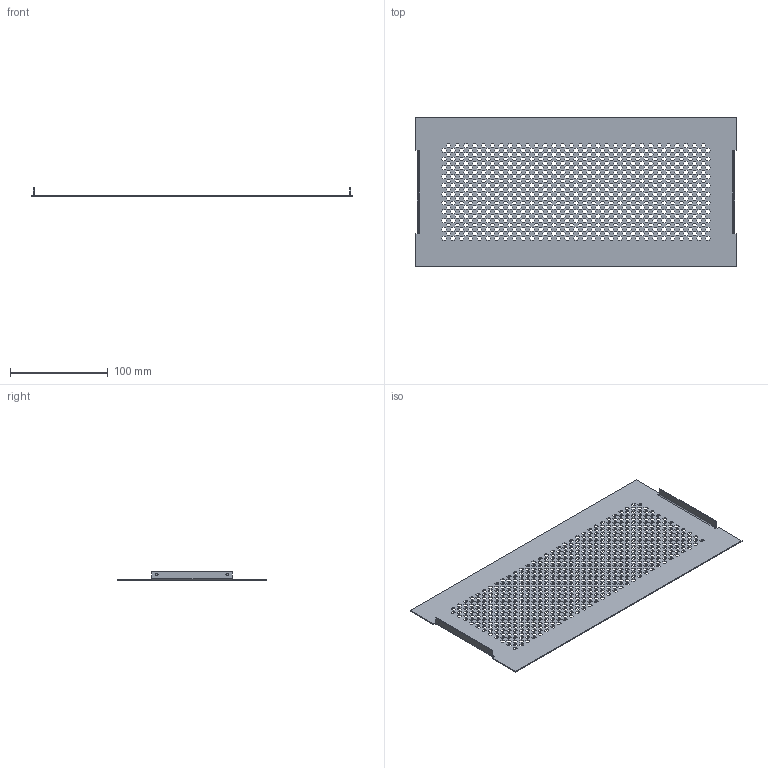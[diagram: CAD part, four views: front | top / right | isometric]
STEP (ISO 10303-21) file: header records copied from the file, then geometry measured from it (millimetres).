
FILE_DESCRIPTION(/* description */ (''),/* implementation_level */ '2;1');
FILE_NAME(/* name */ '1010018_3D.stp',/* time_stamp */ '2022-09-16T12:21:39+02:00',/* author */ ('kotzmaier'),/* organization */ ('Fa. Bopla'),/* preprocessor_version */ 'ST-DEVELOPER v18.1',/* originating_system */ 'Autodesk Inventor 2022',/* authorisation */ '');
FILE_SCHEMA (('AUTOMOTIVE_DESIGN { 1 0 10303 214 3 1 1 }'));
Products named in the file (1): _1010018_3D
Bounding box: 327.52 x 153 x 8.5 mm (x, y, z)
Volume: 41657.5 mm3; surface area: 93642.8 mm2
Topology: 1 solids, 1 shells, 4058 faces, 12168 edges, 8112 vertices
Faces by surface type: plane 4052, cylinder 6
Full cylindrical faces by diameter (mm): 2.5 x2
Entity records: 136619 total; most frequent: CARTESIAN_POINT 24339, ORIENTED_EDGE 24336, DIRECTION 20298, EDGE_CURVE 12168, LINE 12156, VECTOR 12156, VERTEX_POINT 8112, EDGE_LOOP 5404
